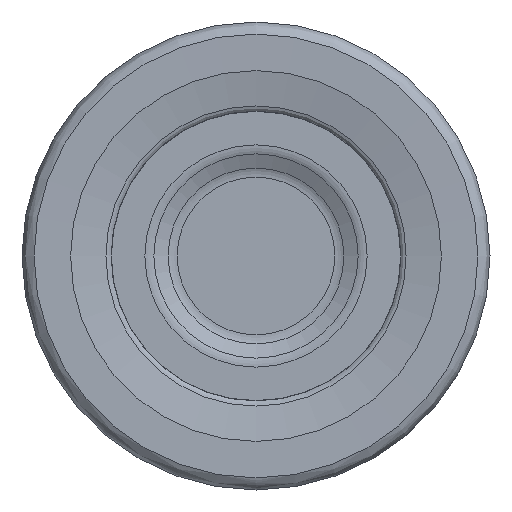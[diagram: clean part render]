
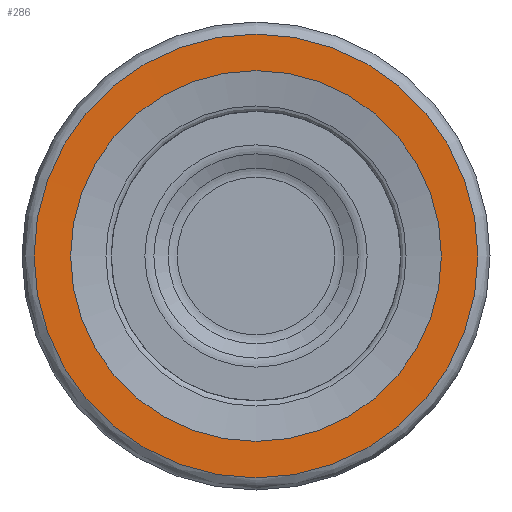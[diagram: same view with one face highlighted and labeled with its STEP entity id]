
A CAD part, left-side view. The second image highlights one B-rep face of the part: STEP entity #286.
In plain terms, the highlighted face is a revolution surface.
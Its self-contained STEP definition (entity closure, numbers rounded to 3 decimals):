
#24=SURFACE_OF_REVOLUTION('',#44,#34);
#34=AXIS1_PLACEMENT('',#705,#612);
#44=B_SPLINE_CURVE_WITH_KNOTS('',3,(#695,#696,#697,#698,#699,#700,#701,
#702,#703,#704),.UNSPECIFIED.,.F.,.F.,(4,2,2,2,4),(0.,0.25,0.5,0.75,1.),
 .UNSPECIFIED.);
#248=FACE_BOUND('',#335,.T.);
#249=FACE_BOUND('',#336,.T.);
#286=ADVANCED_FACE('',(#248,#249),#24,.T.);
#335=EDGE_LOOP('',(#389));
#336=EDGE_LOOP('',(#390));
#389=ORIENTED_EDGE('',*,*,#453,.F.);
#390=ORIENTED_EDGE('',*,*,#454,.T.);
#426=VERTEX_POINT('',#692);
#427=VERTEX_POINT('',#694);
#453=EDGE_CURVE('',#426,#426,#480,.T.);
#454=EDGE_CURVE('',#427,#427,#481,.T.);
#480=CIRCLE('',#526,10.431);
#481=CIRCLE('',#527,8.714);
#526=AXIS2_PLACEMENT_3D('',#691,#608,#609);
#527=AXIS2_PLACEMENT_3D('',#693,#610,#611);
#608=DIRECTION('',(1.,0.,0.));
#609=DIRECTION('',(0.,0.,-1.));
#610=DIRECTION('',(1.,0.,0.));
#611=DIRECTION('',(0.,0.,-1.));
#612=DIRECTION('',(1.,0.,0.));
#691=CARTESIAN_POINT('',(0.,0.,0.));
#692=CARTESIAN_POINT('',(0.,0.,-10.431));
#693=CARTESIAN_POINT('',(0.021,0.,0.));
#694=CARTESIAN_POINT('',(0.021,0.,-8.714));
#695=CARTESIAN_POINT('',(0.021,-8.714,0.));
#696=CARTESIAN_POINT('',(0.017,-8.855,0.));
#697=CARTESIAN_POINT('',(0.016,-8.999,0.));
#698=CARTESIAN_POINT('',(0.013,-9.285,0.));
#699=CARTESIAN_POINT('',(0.01,-9.428,0.));
#700=CARTESIAN_POINT('',(0.006,-9.714,0.));
#701=CARTESIAN_POINT('',(0.005,-9.857,0.));
#702=CARTESIAN_POINT('',(0.002,-10.144,0.));
#703=CARTESIAN_POINT('',(0.,-10.288,0.));
#704=CARTESIAN_POINT('',(0.,-10.431,0.));
#705=CARTESIAN_POINT('',(0.,0.,0.));
